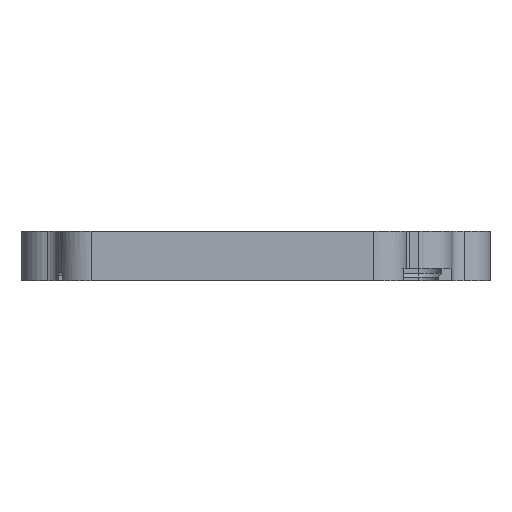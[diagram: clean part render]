
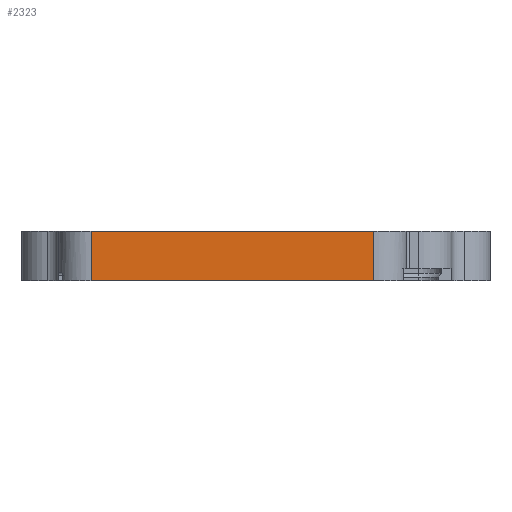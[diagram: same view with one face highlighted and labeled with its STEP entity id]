
A CAD part, front view. The second image highlights one B-rep face of the part: STEP entity #2323.
In plain terms, the highlighted planar face has unit normal (0, -1, 0).
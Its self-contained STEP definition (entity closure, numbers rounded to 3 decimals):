
#311=FACE_OUTER_BOUND('',#442,.T.);
#442=EDGE_LOOP('',(#2050,#2051,#2052,#2053));
#490=LINE('',#3347,#710);
#626=LINE('',#4042,#846);
#641=LINE('',#4079,#861);
#664=LINE('',#4141,#884);
#710=VECTOR('',#2644,10.);
#846=VECTOR('',#3078,10.);
#861=VECTOR('',#3123,10.);
#884=VECTOR('',#3194,10.);
#939=VERTEX_POINT('',#3344);
#940=VERTEX_POINT('',#3346);
#1100=VERTEX_POINT('',#4039);
#1101=VERTEX_POINT('',#4041);
#1165=EDGE_CURVE('',#939,#940,#490,.T.);
#1396=EDGE_CURVE('',#1100,#1101,#626,.T.);
#1414=EDGE_CURVE('',#1101,#939,#641,.T.);
#1445=EDGE_CURVE('',#1100,#940,#664,.T.);
#2050=ORIENTED_EDGE('',*,*,#1445,.T.);
#2051=ORIENTED_EDGE('',*,*,#1165,.F.);
#2052=ORIENTED_EDGE('',*,*,#1414,.F.);
#2053=ORIENTED_EDGE('',*,*,#1396,.F.);
#2209=PLANE('',#2560);
#2323=ADVANCED_FACE('',(#311),#2209,.T.);
#2560=AXIS2_PLACEMENT_3D('',#4140,#3192,#3193);
#2644=DIRECTION('',(1.,0.,0.));
#3078=DIRECTION('',(-1.,0.,0.));
#3123=DIRECTION('',(0.,0.,1.));
#3192=DIRECTION('center_axis',(0.,-1.,0.));
#3193=DIRECTION('ref_axis',(0.,0.,
-1.));
#3194=DIRECTION('',(0.,0.,1.));
#3344=CARTESIAN_POINT('',(-0.088,-62.939,-19.15));
#3346=CARTESIAN_POINT('',(42.867,-62.939,-19.15));
#3347=CARTESIAN_POINT('',(42.867,-62.939,-19.15));
#4039=CARTESIAN_POINT('',(42.867,-62.939,-26.75));
#4041=CARTESIAN_POINT('',(-0.088,-62.939,-26.75));
#4042=CARTESIAN_POINT('',(42.867,-62.939,-26.75));
#4079=CARTESIAN_POINT('',(-0.088,-62.939,-19.75));
#4140=CARTESIAN_POINT('Origin',(-0.088,-62.939,-19.75));
#4141=CARTESIAN_POINT('',(42.867,-62.939,-19.75));
